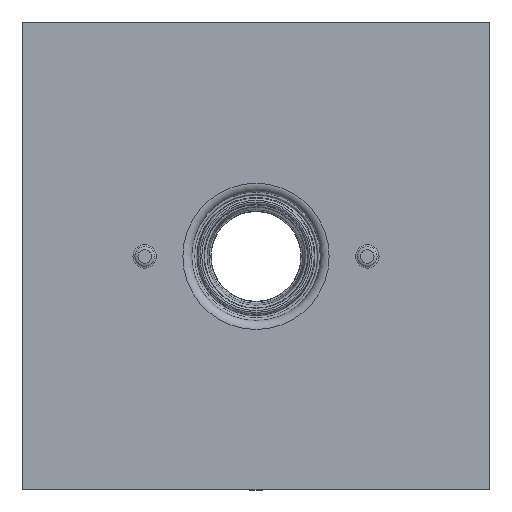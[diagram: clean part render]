
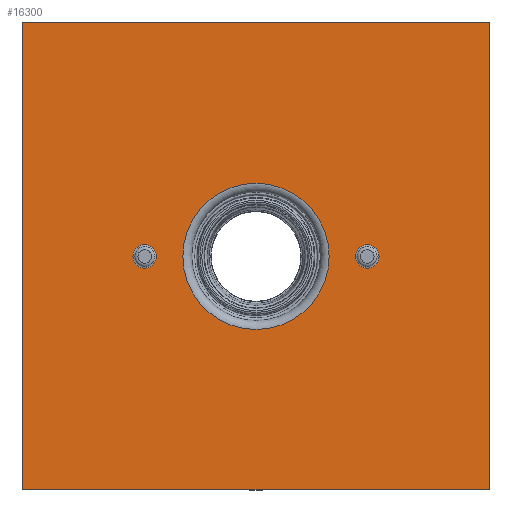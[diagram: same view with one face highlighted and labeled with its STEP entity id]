
A CAD part, top view. The second image highlights one B-rep face of the part: STEP entity #16300.
In plain terms, the highlighted planar face has unit normal (0, 0, 1).
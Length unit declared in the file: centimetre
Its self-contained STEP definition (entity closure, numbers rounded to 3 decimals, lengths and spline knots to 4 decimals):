
#1310=FACE_BOUND('',#3010,.T.);
#1311=FACE_BOUND('',#3011,.T.);
#1312=FACE_BOUND('',#3012,.T.);
#1467=CIRCLE('',#17276,12.6061);
#1477=CIRCLE('',#17292,12.6061);
#1484=CIRCLE('',#17303,250.);
#1485=CIRCLE('',#17305,78.2516);
#2091=FACE_OUTER_BOUND('',#3009,.T.);
#3009=EDGE_LOOP('',(#10725,#10726,#10727,#10728,#10729,#10730));
#3010=EDGE_LOOP('',(#10731));
#3011=EDGE_LOOP('',(#10732));
#3012=EDGE_LOOP('',(#10733));
#3920=LINE('',#24892,#4963);
#3924=LINE('',#24901,#4967);
#3927=LINE('',#24905,#4970);
#3928=LINE('',#24907,#4971);
#3929=LINE('',#24908,#4972);
#4963=VECTOR('',#19711,1.);
#4967=VECTOR('',#19717,1.);
#4970=VECTOR('',#19722,1.);
#4971=VECTOR('',#19725,1.);
#4972=VECTOR('',#19726,1.);
#6046=VERTEX_POINT('',#24776);
#6052=VERTEX_POINT('',#24798);
#6057=VERTEX_POINT('',#24814);
#6059=VERTEX_POINT('',#24818);
#6060=VERTEX_POINT('',#24822);
#6081=VERTEX_POINT('',#24889);
#6082=VERTEX_POINT('',#24891);
#6085=VERTEX_POINT('',#24898);
#6086=VERTEX_POINT('',#24900);
#7844=EDGE_CURVE('',#6046,#6046,#1467,.T.);
#7854=EDGE_CURVE('',#6052,#6052,#1477,.T.);
#7863=EDGE_CURVE('',#6059,#6057,#1484,.T.);
#7864=EDGE_CURVE('',#6060,#6060,#1485,.T.);
#7897=EDGE_CURVE('',#6081,#6082,#3920,.T.);
#7901=EDGE_CURVE('',#6085,#6086,#3924,.T.);
#7904=EDGE_CURVE('',#6086,#6059,#3927,.T.);
#7905=EDGE_CURVE('',#6057,#6081,#3928,.T.);
#7906=EDGE_CURVE('',#6082,#6085,#3929,.T.);
#10725=ORIENTED_EDGE('',*,*,#7897,.F.);
#10726=ORIENTED_EDGE('',*,*,#7905,.F.);
#10727=ORIENTED_EDGE('',*,*,#7863,.F.);
#10728=ORIENTED_EDGE('',*,*,#7904,.F.);
#10729=ORIENTED_EDGE('',*,*,#7901,.F.);
#10730=ORIENTED_EDGE('',*,*,#7906,.F.);
#10731=ORIENTED_EDGE('',*,*,#7844,.T.);
#10732=ORIENTED_EDGE('',*,*,#7854,.T.);
#10733=ORIENTED_EDGE('',*,*,#7864,.T.);
#15637=PLANE('',#17345);
#16300=ADVANCED_FACE('',(#2091,#1310,#1311,#1312),#15637,.F.);
#17276=AXIS2_PLACEMENT_3D('',#24778,#19566,#19567);
#17292=AXIS2_PLACEMENT_3D('',#24800,#19598,#19599);
#17303=AXIS2_PLACEMENT_3D('',#24820,#19622,#19623);
#17305=AXIS2_PLACEMENT_3D('',#24823,#19626,#19627);
#17345=AXIS2_PLACEMENT_3D('',#24906,#19723,#19724);
#19566=DIRECTION('center_axis',(0.,0.,
-1.));
#19567=DIRECTION('ref_axis',(1.,0.,0.));
#19598=DIRECTION('center_axis',(0.,0.,
-1.));
#19599=DIRECTION('ref_axis',(1.,0.,0.));
#19622=DIRECTION('center_axis',(0.,0.,-1.));
#19623=DIRECTION('ref_axis',(1.,0.,0.));
#19626=DIRECTION('center_axis',(0.,0.,-1.));
#19627=DIRECTION('ref_axis',(1.,0.,0.));
#19711=DIRECTION('',(0.,1.,0.));
#19717=DIRECTION('',(0.,-1.,0.));
#19722=DIRECTION('',(-1.,0.,0.));
#19723=DIRECTION('center_axis',(0.,0.,-1.));
#19724=DIRECTION('ref_axis',(-1.,0.,0.));
#19725=DIRECTION('',(-1.,0.,0.));
#19726=DIRECTION('',(1.,0.,0.));
#24776=CARTESIAN_POINT('',(71.2824,160.8998,35.5));
#24778=CARTESIAN_POINT('Origin',(71.2824,173.5059,35.5));
#24798=CARTESIAN_POINT('',(309.2824,160.8998,35.5));
#24800=CARTESIAN_POINT('Origin',(309.2824,173.5059,35.5));
#24814=CARTESIAN_POINT('',(170.932,-75.7441,35.5));
#24818=CARTESIAN_POINT('',(209.6328,-75.7441,35.5));
#24820=CARTESIAN_POINT('Origin',(190.2824,173.5059,35.5));
#24822=CARTESIAN_POINT('',(190.2824,95.2542,35.5));
#24823=CARTESIAN_POINT('Origin',(190.2824,173.5059,35.5));
#24889=CARTESIAN_POINT('',(-59.7176,-75.7441,35.5));
#24891=CARTESIAN_POINT('',(-59.7176,424.2559,35.5));
#24892=CARTESIAN_POINT('',(-59.7176,174.2559,35.5));
#24898=CARTESIAN_POINT('',(440.2824,424.2559,35.5));
#24900=CARTESIAN_POINT('',(440.2824,-75.7441,35.5));
#24901=CARTESIAN_POINT('',(440.2824,174.2559,35.5));
#24905=CARTESIAN_POINT('',(190.2824,-75.7441,35.5));
#24906=CARTESIAN_POINT('Origin',(190.2824,174.2559,35.5));
#24907=CARTESIAN_POINT('',(190.2824,-75.7441,35.5));
#24908=CARTESIAN_POINT('',(190.2824,424.2559,35.5));
